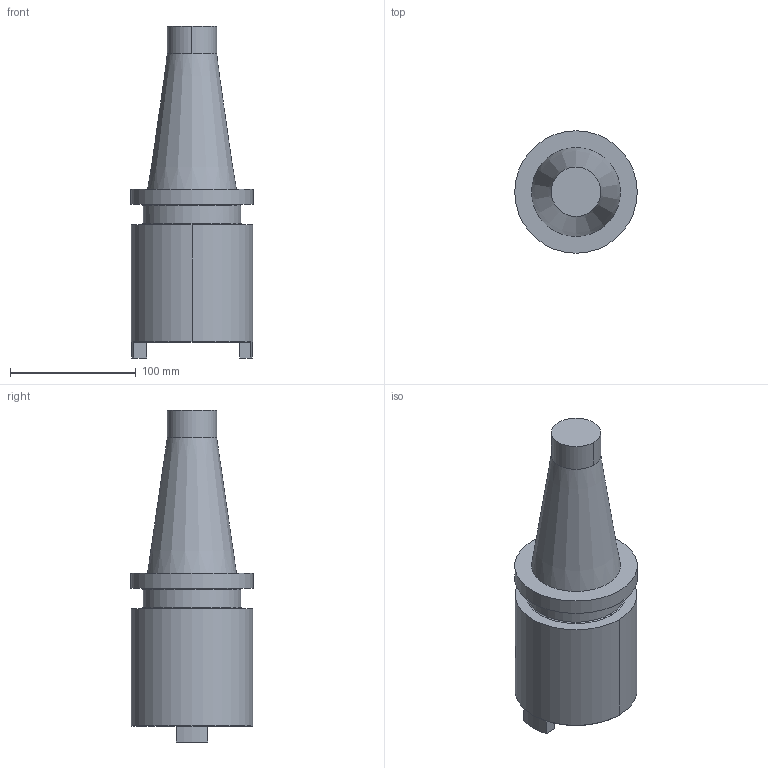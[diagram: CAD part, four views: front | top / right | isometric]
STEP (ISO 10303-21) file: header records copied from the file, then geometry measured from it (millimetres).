
FILE_DESCRIPTION(/* description */ (''),/* implementation_level */ '2;1');
FILE_NAME(/* name */ '2080.50-RED.ISO50.125.stp',/* time_stamp */ '2024-06-23T17:37:44+02:00',/* author */ (''),/* organization */ (''),/* preprocessor_version */ 'ST-DEVELOPER v16.7',/* originating_system */ 'SIEMENS PLM Software NX 12.0',/* authorisation */ '');
FILE_SCHEMA (('AUTOMOTIVE_DESIGN { 1 0 10303 214 3 1 1 1 }'));
Length unit declared in the file: millimetre
Products named in the file (1): pf660F5CA0AEj8bx
Bounding box: 97.5 x 97.5 x 264.3 mm (x, y, z)
Volume: 1155598.7 mm3; surface area: 76666 mm2
Topology: 1 solids, 1 shells, 31 faces, 71 edges, 45 vertices
Faces by surface type: plane 14, cylinder 9, torus 4, bspline 2, cone 2
Full cylindrical faces by diameter (mm): 78 x1, 97.5 x1
Entity records: 1063 total; most frequent: CARTESIAN_POINT 318, DIRECTION 154, ORIENTED_EDGE 130, EDGE_CURVE 65, AXIS2_PLACEMENT_3D 62, VERTEX_POINT 44, EDGE_LOOP 39, ADVANCED_FACE 31
